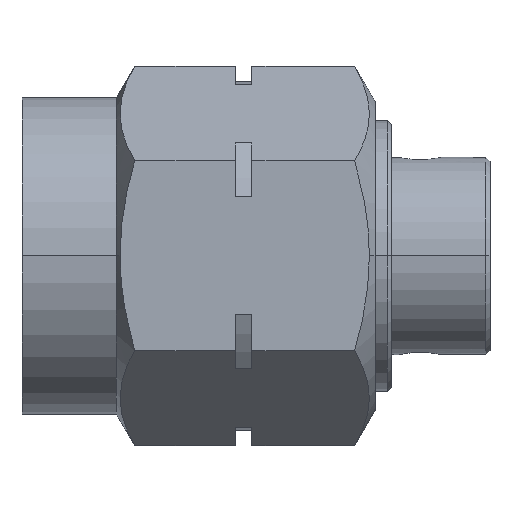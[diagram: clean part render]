
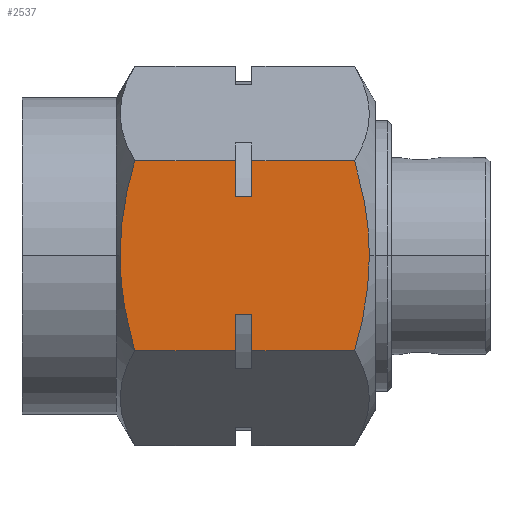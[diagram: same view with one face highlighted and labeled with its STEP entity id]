
A CAD part, top view. The second image highlights one B-rep face of the part: STEP entity #2537.
In plain terms, the highlighted face is planar.
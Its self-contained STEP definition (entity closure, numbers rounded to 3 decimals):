
#6 = LINE ( 'NONE', #2418, #2216 ) ;
#13 = DIRECTION ( 'NONE',  ( 0., -1., 0. ) ) ;
#80 = EDGE_CURVE ( 'NONE', #2487, #1887, #2310, .T. ) ;
#87 = EDGE_CURVE ( 'NONE', #3181, #1887, #1038, .T. ) ;
#95 = ORIENTED_EDGE ( 'NONE', *, *, #2729, .F. ) ;
#105 = LINE ( 'NONE', #1723, #3635 ) ;
#146 = CARTESIAN_POINT ( 'NONE',  ( 4.001, 2.31, -5.2 ) ) ;
#184 = CARTESIAN_POINT ( 'NONE',  ( 4.001, -2.31, -8.105 ) ) ;
#216 = DIRECTION ( 'NONE',  ( 1., 0., 0. ) ) ;
#255 = ORIENTED_EDGE ( 'NONE', *, *, #3351, .F. ) ;
#273 = B_SPLINE_CURVE_WITH_KNOTS ( 'NONE', 3,
 ( #1252, #2513, #2365, #1602, #307, #1470 ),
 .UNSPECIFIED., .F., .F.,
 ( 4, 2, 4 ),
 ( 0.002, 0.003, 0.004 ),
 .UNSPECIFIED. ) ;
#295 = CARTESIAN_POINT ( 'NONE',  ( 4.001, 2.31, -5.6 ) ) ;
#301 = CARTESIAN_POINT ( 'NONE',  ( 4.001, -2.31, -5.2 ) ) ;
#307 = CARTESIAN_POINT ( 'NONE',  ( 4.001, 0.391, -8.462 ) ) ;
#345 = ORIENTED_EDGE ( 'NONE', *, *, #1646, .T. ) ;
#365 = LINE ( 'NONE', #1946, #1446 ) ;
#422 = CARTESIAN_POINT ( 'NONE',  ( 4.001, -0.39, -2.387 ) ) ;
#434 = CARTESIAN_POINT ( 'NONE',  ( 4.001, 0., -2.387 ) ) ;
#444 = ORIENTED_EDGE ( 'NONE', *, *, #1282, .T. ) ;
#464 = CARTESIAN_POINT ( 'NONE',  ( 4.001, -0.778, -8.428 ) ) ;
#470 = LINE ( 'NONE', #2812, #2716 ) ;
#483 = CARTESIAN_POINT ( 'NONE',  ( 4.001, -1.433, -5.6 ) ) ;
#497 = ORIENTED_EDGE ( 'NONE', *, *, #3226, .T. ) ;
#545 = CARTESIAN_POINT ( 'NONE',  ( 4.001, -2.31, -2.745 ) ) ;
#648 = CARTESIAN_POINT ( 'NONE',  ( 4.001, 1.433, -5.2 ) ) ;
#698 = CARTESIAN_POINT ( 'NONE',  ( 4.001, 2.31, 1.4 ) ) ;
#739 = CARTESIAN_POINT ( 'NONE',  ( 4.001, -1.55, -2.545 ) ) ;
#741 = LINE ( 'NONE', #1656, #1138 ) ;
#772 = LINE ( 'NONE', #2151, #3034 ) ;
#797 = CARTESIAN_POINT ( 'NONE',  ( 4.001, 2.31, -5.6 ) ) ;
#818 = VERTEX_POINT ( 'NONE', #545 ) ;
#853 = VECTOR ( 'NONE', #1381, 1000. ) ;
#872 = B_SPLINE_CURVE_WITH_KNOTS ( 'NONE', 3,
 ( #1345, #2195, #464, #1621, #3085, #2517 ),
 .UNSPECIFIED., .F., .F.,
 ( 4, 2, 4 ),
 ( 0.004, 0.005, 0.006 ),
 .UNSPECIFIED. ) ;
#894 = CARTESIAN_POINT ( 'NONE',  ( 4.001, 0., -2.387 ) ) ;
#921 = CARTESIAN_POINT ( 'NONE',  ( 4.001, 0., -8.462 ) ) ;
#956 = DIRECTION ( 'NONE',  ( 0., 0., -1. ) ) ;
#1038 = LINE ( 'NONE', #698, #1326 ) ;
#1044 = CARTESIAN_POINT ( 'NONE',  ( 4.001, 2.31, -5.2 ) ) ;
#1085 = ORIENTED_EDGE ( 'NONE', *, *, #2842, .T. ) ;
#1097 = DIRECTION ( 'NONE',  ( 0., 0., 1. ) ) ;
#1138 = VECTOR ( 'NONE', #2538, 1000. ) ;
#1139 = B_SPLINE_CURVE_WITH_KNOTS ( 'NONE', 3,
 ( #894, #1464, #3159, #2896, #1788, #1475 ),
 .UNSPECIFIED., .F., .F.,
 ( 4, 2, 4 ),
 ( 0.006, 0.008, 0.009 ),
 .UNSPECIFIED. ) ;
#1189 = ORIENTED_EDGE ( 'NONE', *, *, #1578, .T. ) ;
#1191 = EDGE_CURVE ( 'NONE', #1913, #2684, #772, .T. ) ;
#1252 = CARTESIAN_POINT ( 'NONE',  ( 4.001, 2.31, -8.105 ) ) ;
#1282 = EDGE_CURVE ( 'NONE', #2684, #3306, #365, .T. ) ;
#1326 = VECTOR ( 'NONE', #956, 1000. ) ;
#1345 = CARTESIAN_POINT ( 'NONE',  ( 4.001, 0., -8.462 ) ) ;
#1381 = DIRECTION ( 'NONE',  ( 0., -1., 0. ) ) ;
#1383 = ORIENTED_EDGE ( 'NONE', *, *, #3013, .F. ) ;
#1405 = LINE ( 'NONE', #797, #853 ) ;
#1446 = VECTOR ( 'NONE', #2774, 1000. ) ;
#1454 = DIRECTION ( 'NONE',  ( 0., 0., -1. ) ) ;
#1464 = CARTESIAN_POINT ( 'NONE',  ( 4.001, 0.391, -2.387 ) ) ;
#1470 = CARTESIAN_POINT ( 'NONE',  ( 4.001, 0., -8.462 ) ) ;
#1475 = CARTESIAN_POINT ( 'NONE',  ( 4.001, 2.31, -2.745 ) ) ;
#1481 = ORIENTED_EDGE ( 'NONE', *, *, #87, .F. ) ;
#1544 = LINE ( 'NONE', #2279, #2665 ) ;
#1561 = DIRECTION ( 'NONE',  ( 0., 1., 0. ) ) ;
#1578 = EDGE_CURVE ( 'NONE', #3306, #2007, #1405, .T. ) ;
#1602 = CARTESIAN_POINT ( 'NONE',  ( 4.001, 0.786, -8.427 ) ) ;
#1621 = CARTESIAN_POINT ( 'NONE',  ( 4.001, -1.55, -8.304 ) ) ;
#1646 = EDGE_CURVE ( 'NONE', #2007, #1848, #6, .T. ) ;
#1656 = CARTESIAN_POINT ( 'NONE',  ( 4.001, 2.31, 1.4 ) ) ;
#1723 = CARTESIAN_POINT ( 'NONE',  ( 4.001, 2.31, -5.6 ) ) ;
#1743 = CARTESIAN_POINT ( 'NONE',  ( 4.001, 1.433, -5.6 ) ) ;
#1788 = CARTESIAN_POINT ( 'NONE',  ( 4.001, 1.936, -2.637 ) ) ;
#1826 = ORIENTED_EDGE ( 'NONE', *, *, #3100, .F. ) ;
#1848 = VERTEX_POINT ( 'NONE', #184 ) ;
#1887 = VERTEX_POINT ( 'NONE', #1044 ) ;
#1913 = VERTEX_POINT ( 'NONE', #301 ) ;
#1946 = CARTESIAN_POINT ( 'NONE',  ( 4.001, -1.433, 3.522 ) ) ;
#1969 = DIRECTION ( 'NONE',  ( 0., -1., 0. ) ) ;
#1983 = CARTESIAN_POINT ( 'NONE',  ( 4.001, 2.31, 1.4 ) ) ;
#1994 = VERTEX_POINT ( 'NONE', #1743 ) ;
#2007 = VERTEX_POINT ( 'NONE', #2880 ) ;
#2082 = EDGE_LOOP ( 'NONE', ( #497, #2498, #1481, #3291, #1383, #3598, #2942, #444, #1189, #345, #95, #1826, #255, #1085 ) ) ;
#2148 = CARTESIAN_POINT ( 'NONE',  ( 4.001, -0.778, -2.421 ) ) ;
#2151 = CARTESIAN_POINT ( 'NONE',  ( 4.001, 2.31, -5.2 ) ) ;
#2167 = CARTESIAN_POINT ( 'NONE',  ( 4.001, -1.433, -5.2 ) ) ;
#2195 = CARTESIAN_POINT ( 'NONE',  ( 4.001, -0.39, -8.462 ) ) ;
#2216 = VECTOR ( 'NONE', #3257, 1000. ) ;
#2279 = CARTESIAN_POINT ( 'NONE',  ( 4.001, -2.31, 1.4 ) ) ;
#2280 = CARTESIAN_POINT ( 'NONE',  ( 4.001, 2.31, -2.745 ) ) ;
#2310 = LINE ( 'NONE', #146, #3088 ) ;
#2365 = CARTESIAN_POINT ( 'NONE',  ( 4.001, 1.558, -8.302 ) ) ;
#2374 = FACE_OUTER_BOUND ( 'NONE', #2082, .T. ) ;
#2406 = VERTEX_POINT ( 'NONE', #2903 ) ;
#2418 = CARTESIAN_POINT ( 'NONE',  ( 4.001, -2.31, 1.4 ) ) ;
#2445 = VERTEX_POINT ( 'NONE', #295 ) ;
#2487 = VERTEX_POINT ( 'NONE', #648 ) ;
#2491 = VERTEX_POINT ( 'NONE', #921 ) ;
#2498 = ORIENTED_EDGE ( 'NONE', *, *, #80, .T. ) ;
#2505 = PLANE ( 'NONE',  #3405 ) ;
#2513 = CARTESIAN_POINT ( 'NONE',  ( 4.001, 1.936, -8.212 ) ) ;
#2517 = CARTESIAN_POINT ( 'NONE',  ( 4.001, -2.31, -8.105 ) ) ;
#2537 = ADVANCED_FACE ( 'NONE', ( #2374 ), #2505, .T. ) ;
#2538 = DIRECTION ( 'NONE',  ( 0., 0., -1. ) ) ;
#2665 = VECTOR ( 'NONE', #1454, 1000. ) ;
#2684 = VERTEX_POINT ( 'NONE', #2167 ) ;
#2716 = VECTOR ( 'NONE', #1097, 1000. ) ;
#2726 = CARTESIAN_POINT ( 'NONE',  ( 4.001, -2.31, -2.745 ) ) ;
#2729 = EDGE_CURVE ( 'NONE', #2491, #1848, #872, .T. ) ;
#2774 = DIRECTION ( 'NONE',  ( 0., 0., -1. ) ) ;
#2812 = CARTESIAN_POINT ( 'NONE',  ( 4.001, 1.433, 3.522 ) ) ;
#2839 = EDGE_CURVE ( 'NONE', #818, #1913, #1544, .T. ) ;
#2842 = EDGE_CURVE ( 'NONE', #2445, #1994, #105, .T. ) ;
#2880 = CARTESIAN_POINT ( 'NONE',  ( 4.001, -2.31, -5.6 ) ) ;
#2896 = CARTESIAN_POINT ( 'NONE',  ( 4.001, 1.558, -2.547 ) ) ;
#2903 = CARTESIAN_POINT ( 'NONE',  ( 4.001, 2.31, -8.105 ) ) ;
#2942 = ORIENTED_EDGE ( 'NONE', *, *, #1191, .T. ) ;
#2985 = CARTESIAN_POINT ( 'NONE',  ( 4.001, 0., -2.387 ) ) ;
#3013 = EDGE_CURVE ( 'NONE', #818, #3121, #3347, .T. ) ;
#3034 = VECTOR ( 'NONE', #3228, 1000. ) ;
#3085 = CARTESIAN_POINT ( 'NONE',  ( 4.001, -1.934, -8.213 ) ) ;
#3088 = VECTOR ( 'NONE', #1561, 1000. ) ;
#3100 = EDGE_CURVE ( 'NONE', #2406, #2491, #273, .T. ) ;
#3121 = VERTEX_POINT ( 'NONE', #434 ) ;
#3159 = CARTESIAN_POINT ( 'NONE',  ( 4.001, 0.786, -2.422 ) ) ;
#3181 = VERTEX_POINT ( 'NONE', #2280 ) ;
#3226 = EDGE_CURVE ( 'NONE', #1994, #2487, #470, .T. ) ;
#3228 = DIRECTION ( 'NONE',  ( 0., 1., 0. ) ) ;
#3257 = DIRECTION ( 'NONE',  ( 0., 0., -1. ) ) ;
#3291 = ORIENTED_EDGE ( 'NONE', *, *, #3536, .F. ) ;
#3306 = VERTEX_POINT ( 'NONE', #483 ) ;
#3347 = B_SPLINE_CURVE_WITH_KNOTS ( 'NONE', 3,
 ( #2726, #3528, #739, #2148, #422, #2985 ),
 .UNSPECIFIED., .F., .F.,
 ( 4, 2, 4 ),
 ( 0.004, 0.005, 0.006 ),
 .UNSPECIFIED. ) ;
#3351 = EDGE_CURVE ( 'NONE', #2445, #2406, #741, .T. ) ;
#3405 = AXIS2_PLACEMENT_3D ( 'NONE', #1983, #216, #1969 ) ;
#3528 = CARTESIAN_POINT ( 'NONE',  ( 4.001, -1.934, -2.636 ) ) ;
#3536 = EDGE_CURVE ( 'NONE', #3121, #3181, #1139, .T. ) ;
#3598 = ORIENTED_EDGE ( 'NONE', *, *, #2839, .T. ) ;
#3635 = VECTOR ( 'NONE', #13, 1000. ) ;
